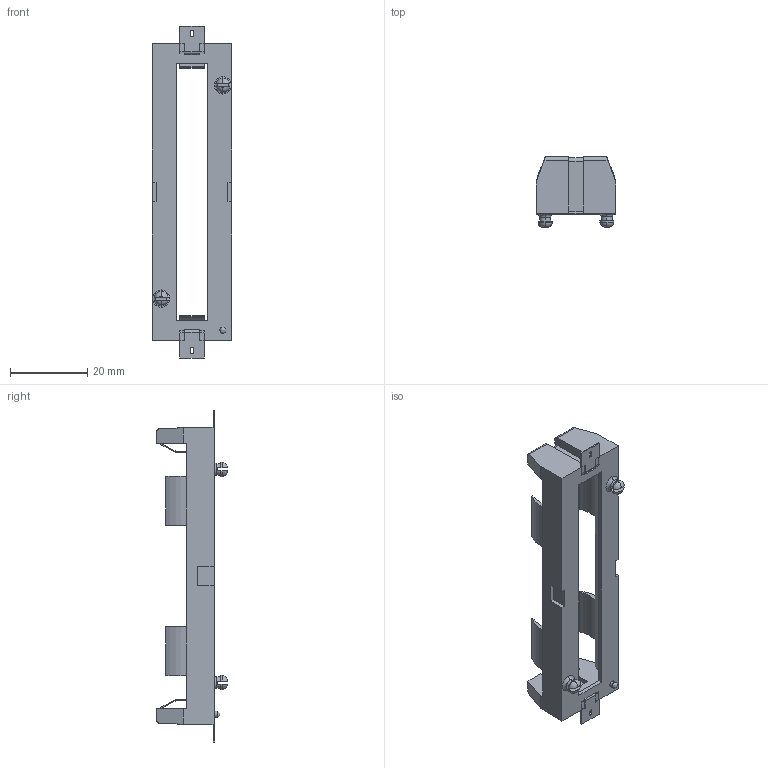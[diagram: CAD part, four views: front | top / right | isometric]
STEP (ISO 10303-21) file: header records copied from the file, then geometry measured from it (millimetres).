
FILE_DESCRIPTION (( 'STEP AP203' ), '1' );
FILE_NAME ('1042P.STEP', '2021-03-27T06:52:51', ( '' ), ( '' ), 'SwSTEP 2.0', 'SolidWorks 2018', '' );
FILE_SCHEMA (( 'CONFIG_CONTROL_DESIGN' ));
Length unit declared in the file: millimetre
Products named in the file (1): 1042P
Bounding box: 20.65 x 18.29 x 86.05 mm (x, y, z)
Surface area: 6344.4 mm2 (no closed solid volume)
Topology: 0 solids, 4 shells, 198 faces, 552 edges, 360 vertices
Faces by surface type: plane 148, cylinder 36, torus 12, bspline 2
Entity records: 6458 total; most frequent: CARTESIAN_POINT 1245, ORIENTED_EDGE 1094, DIRECTION 1042, EDGE_CURVE 548, LINE 424, VECTOR 424, VERTEX_POINT 360, AXIS2_PLACEMENT_3D 309
